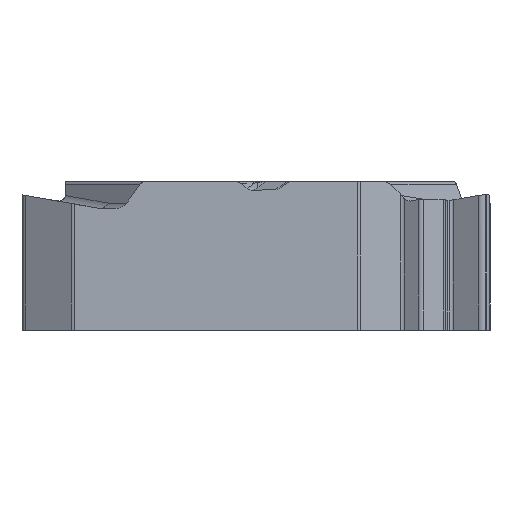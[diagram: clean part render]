
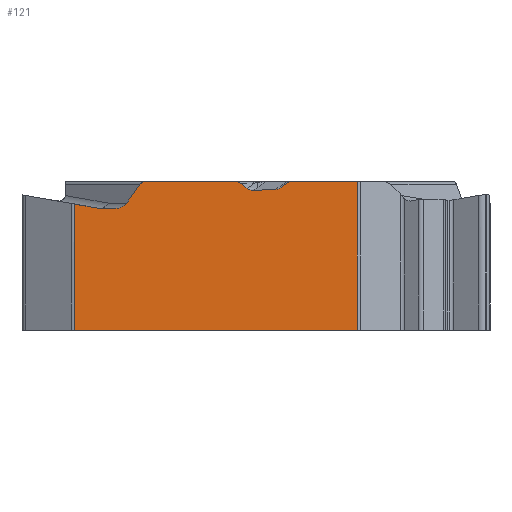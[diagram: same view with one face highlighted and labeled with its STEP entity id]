
A CAD part, left-side view. The second image highlights one B-rep face of the part: STEP entity #121.
In plain terms, the highlighted planar face has unit normal (-1, 0, 0).
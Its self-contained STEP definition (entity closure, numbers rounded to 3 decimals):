
#121=ADVANCED_FACE('',(#288),#241,.F.);
#241=PLANE('',#2276);
#288=FACE_OUTER_BOUND('',#402,.T.);
#402=EDGE_LOOP('',(#655,#656,#657,#658,#659,#660,#661,#662,#663,#664,#665,
#666,#667,#668,#669,#670,#671,#672));
#528=CIRCLE('',#2275,0.32);
#599=ELLIPSE('',#2271,0.15,0.15);
#600=ELLIPSE('',#2272,0.167,0.15);
#601=ELLIPSE('',#2273,0.177,0.15);
#602=ELLIPSE('',#2274,0.377,0.32);
#655=ORIENTED_EDGE('',*,*,#1510,.F.);
#656=ORIENTED_EDGE('',*,*,#1511,.T.);
#657=ORIENTED_EDGE('',*,*,#1512,.F.);
#658=ORIENTED_EDGE('',*,*,#1513,.F.);
#659=ORIENTED_EDGE('',*,*,#1514,.F.);
#660=ORIENTED_EDGE('',*,*,#1515,.F.);
#661=ORIENTED_EDGE('',*,*,#1516,.F.);
#662=ORIENTED_EDGE('',*,*,#1517,.F.);
#663=ORIENTED_EDGE('',*,*,#1518,.F.);
#664=ORIENTED_EDGE('',*,*,#1519,.F.);
#665=ORIENTED_EDGE('',*,*,#1520,.F.);
#666=ORIENTED_EDGE('',*,*,#1521,.F.);
#667=ORIENTED_EDGE('',*,*,#1522,.F.);
#668=ORIENTED_EDGE('',*,*,#1523,.T.);
#669=ORIENTED_EDGE('',*,*,#1524,.T.);
#670=ORIENTED_EDGE('',*,*,#1525,.T.);
#671=ORIENTED_EDGE('',*,*,#1526,.F.);
#672=ORIENTED_EDGE('',*,*,#1527,.T.);
#1301=VERTEX_POINT('',#3667);
#1302=VERTEX_POINT('',#3668);
#1303=VERTEX_POINT('',#3670);
#1304=VERTEX_POINT('',#3672);
#1305=VERTEX_POINT('',#3674);
#1306=VERTEX_POINT('',#3676);
#1307=VERTEX_POINT('',#3690);
#1308=VERTEX_POINT('',#3692);
#1309=VERTEX_POINT('',#3706);
#1310=VERTEX_POINT('',#3708);
#1311=VERTEX_POINT('',#3710);
#1312=VERTEX_POINT('',#3712);
#1313=VERTEX_POINT('',#3714);
#1314=VERTEX_POINT('',#3716);
#1315=VERTEX_POINT('',#3718);
#1316=VERTEX_POINT('',#3720);
#1317=VERTEX_POINT('',#3722);
#1318=VERTEX_POINT('',#3724);
#1510=EDGE_CURVE('',#1301,#1302,#1826,.T.);
#1511=EDGE_CURVE('',#1301,#1303,#1827,.T.);
#1512=EDGE_CURVE('',#1304,#1303,#1828,.T.);
#1513=EDGE_CURVE('',#1305,#1304,#599,.T.);
#1514=EDGE_CURVE('',#1306,#1305,#1829,.T.);
#1515=EDGE_CURVE('',#1307,#1306,#2212,.T.);
#1516=EDGE_CURVE('',#1308,#1307,#1830,.T.);
#1517=EDGE_CURVE('',#1309,#1308,#2213,.T.);
#1518=EDGE_CURVE('',#1310,#1309,#1831,.T.);
#1519=EDGE_CURVE('',#1311,#1310,#600,.T.);
#1520=EDGE_CURVE('',#1312,#1311,#1832,.T.);
#1521=EDGE_CURVE('',#1313,#1312,#601,.T.);
#1522=EDGE_CURVE('',#1314,#1313,#1833,.T.);
#1523=EDGE_CURVE('',#1314,#1315,#602,.T.);
#1524=EDGE_CURVE('',#1315,#1316,#1834,.T.);
#1525=EDGE_CURVE('',#1316,#1317,#528,.T.);
#1526=EDGE_CURVE('',#1318,#1317,#1835,.T.);
#1527=EDGE_CURVE('',#1318,#1302,#1836,.T.);
#1826=LINE('',#3666,#2015);
#1827=LINE('',#3669,#2016);
#1828=LINE('',#3671,#2017);
#1829=LINE('',#3675,#2018);
#1830=LINE('',#3691,#2019);
#1831=LINE('',#3707,#2020);
#1832=LINE('',#3711,#2021);
#1833=LINE('',#3715,#2022);
#1834=LINE('',#3719,#2023);
#1835=LINE('',#3723,#2024);
#1836=LINE('',#3725,#2025);
#2015=VECTOR('',#2506,1.);
#2016=VECTOR('',#2507,1.);
#2017=VECTOR('',#2508,1.);
#2018=VECTOR('',#2511,1.);
#2019=VECTOR('',#2512,1.);
#2020=VECTOR('',#2513,1.);
#2021=VECTOR('',#2516,1.);
#2022=VECTOR('',#2519,1.);
#2023=VECTOR('',#2522,1.);
#2024=VECTOR('',#2525,1.);
#2025=VECTOR('',#2526,1.);
#2212=B_SPLINE_CURVE_WITH_KNOTS('',3,(#3677,#3678,#3679,#3680,#3681,#3682,
#3683,#3684,#3685,#3686,#3687,#3688,#3689),.UNSPECIFIED.,.F.,.F.,(4,3,3,
3,4),(0.,0.249,0.498,0.746,1.),
 .UNSPECIFIED.);
#2213=B_SPLINE_CURVE_WITH_KNOTS('',3,(#3693,#3694,#3695,#3696,#3697,#3698,
#3699,#3700,#3701,#3702,#3703,#3704,#3705),.UNSPECIFIED.,.F.,.F.,(4,3,3,
3,4),(0.,0.234,0.468,0.701,1.),
 .UNSPECIFIED.);
#2271=AXIS2_PLACEMENT_3D('',#3673,#2509,#2510);
#2272=AXIS2_PLACEMENT_3D('',#3709,#2514,#2515);
#2273=AXIS2_PLACEMENT_3D('',#3713,#2517,#2518);
#2274=AXIS2_PLACEMENT_3D('',#3717,#2520,#2521);
#2275=AXIS2_PLACEMENT_3D('',#3721,#2523,#2524);
#2276=AXIS2_PLACEMENT_3D('',#3726,#2527,#2528);
#2506=DIRECTION('',(0.,1.,0.));
#2507=DIRECTION('',(0.,0.,1.));
#2508=DIRECTION('',(0.,-1.,0.));
#2509=DIRECTION('',(1.,0.,0.));
#2510=DIRECTION('',(0.,-1.,0.));
#2511=DIRECTION('',(0.,-0.759,0.651));
#2512=DIRECTION('',(0.,-0.999,0.043));
#2513=DIRECTION('',(0.,-0.792,-0.611));
#2514=DIRECTION('',(1.,0.,0.));
#2515=DIRECTION('',(0.,1.,0.));
#2516=DIRECTION('',(0.,-1.,0.));
#2517=DIRECTION('',(1.,0.,0.));
#2518=DIRECTION('',(0.,1.,0.));
#2519=DIRECTION('',(0.,-0.574,0.819));
#2520=DIRECTION('',(1.,0.,0.));
#2521=DIRECTION('',(0.,-1.,0.));
#2522=DIRECTION('',(0.,1.,0.));
#2523=DIRECTION('',(1.,0.,0.));
#2524=DIRECTION('',(0.,0.,-1.));
#2525=DIRECTION('',(0.,-0.985,-0.174));
#2526=DIRECTION('',(0.,0.,-1.));
#2527=DIRECTION('',(1.,0.,0.));
#2528=DIRECTION('',(0.,0.,-1.));
#3666=CARTESIAN_POINT('',(-4.763,-3.173,-3.97));
#3667=CARTESIAN_POINT('',(-4.763,-2.931,-3.97));
#3668=CARTESIAN_POINT('',(-4.763,5.357,-3.97));
#3669=CARTESIAN_POINT('',(-4.763,-2.931,3.38));
#3670=CARTESIAN_POINT('',(-4.763,-2.931,0.38));
#3671=CARTESIAN_POINT('',(-4.763,3.173,0.38));
#3672=CARTESIAN_POINT('',(-4.763,-0.971,0.38));
#3673=CARTESIAN_POINT('',(-4.763,-0.971,0.23));
#3674=CARTESIAN_POINT('',(-4.763,-0.873,0.344));
#3675=CARTESIAN_POINT('',(-4.763,1.63,-1.801));
#3676=CARTESIAN_POINT('',(-4.763,-0.748,0.237));
#3677=CARTESIAN_POINT('',(-4.763,-0.55,0.158));
#3678=CARTESIAN_POINT('',(-4.763,-0.568,0.159));
#3679=CARTESIAN_POINT('',(-4.763,-0.586,0.162));
#3680=CARTESIAN_POINT('',(-4.763,-0.603,0.165));
#3681=CARTESIAN_POINT('',(-4.763,-0.621,0.169));
#3682=CARTESIAN_POINT('',(-4.763,-0.638,0.174));
#3683=CARTESIAN_POINT('',(-4.763,-0.655,0.181));
#3684=CARTESIAN_POINT('',(-4.763,-0.672,0.188));
#3685=CARTESIAN_POINT('',(-4.763,-0.688,0.196));
#3686=CARTESIAN_POINT('',(-4.763,-0.703,0.205));
#3687=CARTESIAN_POINT('',(-4.763,-0.719,0.214));
#3688=CARTESIAN_POINT('',(-4.763,-0.734,0.225));
#3689=CARTESIAN_POINT('',(-4.763,-0.748,0.237));
#3690=CARTESIAN_POINT('',(-4.763,-0.55,0.158));
#3691=CARTESIAN_POINT('',(-4.763,-3.161,0.27));
#3692=CARTESIAN_POINT('',(-4.763,0.098,0.131));
#3693=CARTESIAN_POINT('',(-4.763,0.297,0.193));
#3694=CARTESIAN_POINT('',(-4.763,0.284,0.182));
#3695=CARTESIAN_POINT('',(-4.763,0.269,0.173));
#3696=CARTESIAN_POINT('',(-4.763,0.255,0.166));
#3697=CARTESIAN_POINT('',(-4.763,0.24,0.158));
#3698=CARTESIAN_POINT('',(-4.763,0.225,0.151));
#3699=CARTESIAN_POINT('',(-4.763,0.209,0.146));
#3700=CARTESIAN_POINT('',(-4.763,0.194,0.141));
#3701=CARTESIAN_POINT('',(-4.763,0.177,0.137));
#3702=CARTESIAN_POINT('',(-4.763,0.161,0.134));
#3703=CARTESIAN_POINT('',(-4.763,0.14,0.131));
#3704=CARTESIAN_POINT('',(-4.763,0.119,0.13));
#3705=CARTESIAN_POINT('',(-4.763,0.098,0.131));
#3706=CARTESIAN_POINT('',(-4.763,0.297,0.193));
#3707=CARTESIAN_POINT('',(-4.763,-1.971,-1.557));
#3708=CARTESIAN_POINT('',(-4.763,0.493,0.344));
#3709=CARTESIAN_POINT('',(-4.763,0.601,0.23));
#3710=CARTESIAN_POINT('',(-4.763,0.601,0.38));
#3711=CARTESIAN_POINT('',(-4.763,-3.173,0.38));
#3712=CARTESIAN_POINT('',(-4.763,3.291,0.38));
#3713=CARTESIAN_POINT('',(-4.763,3.291,0.23));
#3714=CARTESIAN_POINT('',(-4.763,3.443,0.307));
#3715=CARTESIAN_POINT('',(-4.763,1.411,3.209));
#3716=CARTESIAN_POINT('',(-4.763,3.828,-0.243));
#3717=CARTESIAN_POINT('',(-4.763,4.153,-0.08));
#3718=CARTESIAN_POINT('',(-4.763,4.153,-0.4));
#3719=CARTESIAN_POINT('',(-4.763,-3.173,-0.4));
#3720=CARTESIAN_POINT('',(-4.763,4.603,-0.4));
#3721=CARTESIAN_POINT('',(-4.763,4.603,-0.08));
#3722=CARTESIAN_POINT('',(-4.763,4.659,-0.395));
#3723=CARTESIAN_POINT('',(-4.763,-2.869,-1.723));
#3724=CARTESIAN_POINT('',(-4.763,5.357,-0.272));
#3725=CARTESIAN_POINT('',(-4.763,5.357,-5.47));
#3726=CARTESIAN_POINT('',(-4.763,-3.173,0.));
